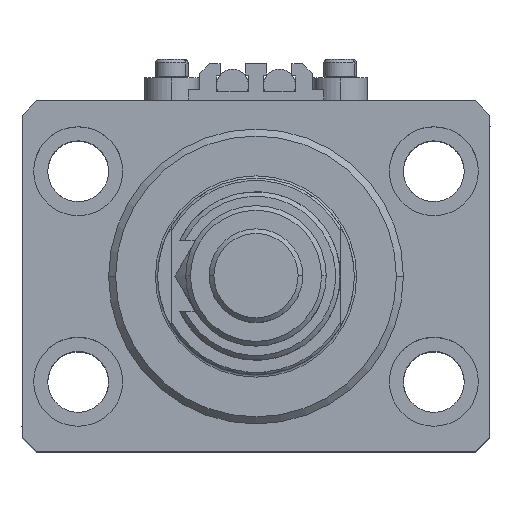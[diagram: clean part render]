
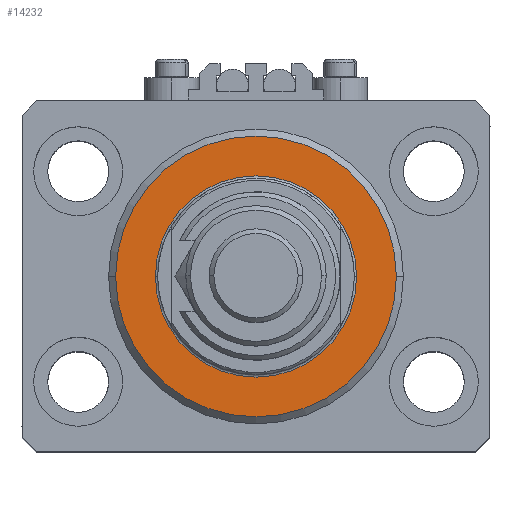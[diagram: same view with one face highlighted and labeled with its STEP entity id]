
A CAD part, top view. The second image highlights one B-rep face of the part: STEP entity #14232.
In plain terms, the highlighted face is planar.
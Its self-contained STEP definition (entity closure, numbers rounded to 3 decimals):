
#1394 = CARTESIAN_POINT ( 'NONE',  ( 0., 0., 0. ) ) ;
#4547 = AXIS2_PLACEMENT_3D ( 'NONE', #42768, #39880, #50574 ) ;
#5303 = FACE_OUTER_BOUND ( 'NONE', #12076, .T. ) ;
#5671 = ORIENTED_EDGE ( 'NONE', *, *, #37826, .T. ) ;
#6176 = CIRCLE ( 'NONE', #26046, 30. ) ;
#6305 = DIRECTION ( 'NONE',  ( 1., 0., 0. ) ) ;
#9446 = DIRECTION ( 'NONE',  ( 1., 0., 0. ) ) ;
#10010 = VERTEX_POINT ( 'NONE', #15270 ) ;
#11301 = ORIENTED_EDGE ( 'NONE', *, *, #48522, .T. ) ;
#12076 = EDGE_LOOP ( 'NONE', ( #5671, #33803 ) ) ;
#14232 = ADVANCED_FACE ( 'NONE', ( #25004, #5303 ), #33043, .F. ) ;
#15270 = CARTESIAN_POINT ( 'NONE',  ( -30., 0., 0. ) ) ;
#16899 = AXIS2_PLACEMENT_3D ( 'NONE', #46444, #26196, #26967 ) ;
#17260 = VERTEX_POINT ( 'NONE', #39274 ) ;
#18123 = EDGE_LOOP ( 'NONE', ( #44042, #11301 ) ) ;
#20246 = CIRCLE ( 'NONE', #16899, 30. ) ;
#21059 = CIRCLE ( 'NONE', #31018, 21.5 ) ;
#21142 = CIRCLE ( 'NONE', #4547, 21.5 ) ;
#24887 = VERTEX_POINT ( 'NONE', #40222 ) ;
#25004 = FACE_BOUND ( 'NONE', #18123, .T. ) ;
#26046 = AXIS2_PLACEMENT_3D ( 'NONE', #43896, #43378, #51172 ) ;
#26196 = DIRECTION ( 'NONE',  ( 0., 0., -1. ) ) ;
#26967 = DIRECTION ( 'NONE',  ( 1., 0., 0. ) ) ;
#29148 = DIRECTION ( 'NONE',  ( 0., 0., 1. ) ) ;
#31018 = AXIS2_PLACEMENT_3D ( 'NONE', #1394, #41585, #6305 ) ;
#33043 = PLANE ( 'NONE',  #35357 ) ;
#33803 = ORIENTED_EDGE ( 'NONE', *, *, #48124, .T. ) ;
#34533 = VERTEX_POINT ( 'NONE', #35809 ) ;
#35357 = AXIS2_PLACEMENT_3D ( 'NONE', #48888, #29148, #9446 ) ;
#35809 = CARTESIAN_POINT ( 'NONE',  ( -21.5, 0., 0. ) ) ;
#37826 = EDGE_CURVE ( 'NONE', #17260, #10010, #6176, .T. ) ;
#39274 = CARTESIAN_POINT ( 'NONE',  ( 30., 0., 0. ) ) ;
#39880 = DIRECTION ( 'NONE',  ( 0., 0., 1. ) ) ;
#40222 = CARTESIAN_POINT ( 'NONE',  ( 21.5, 0., 0. ) ) ;
#41585 = DIRECTION ( 'NONE',  ( 0., 0., 1. ) ) ;
#42768 = CARTESIAN_POINT ( 'NONE',  ( 0., 0., 0. ) ) ;
#43378 = DIRECTION ( 'NONE',  ( 0., 0., -1. ) ) ;
#43896 = CARTESIAN_POINT ( 'NONE',  ( 0., 0., 0. ) ) ;
#44042 = ORIENTED_EDGE ( 'NONE', *, *, #45952, .T. ) ;
#45952 = EDGE_CURVE ( 'NONE', #24887, #34533, #21142, .T. ) ;
#46444 = CARTESIAN_POINT ( 'NONE',  ( 0., 0., 0. ) ) ;
#48124 = EDGE_CURVE ( 'NONE', #10010, #17260, #20246, .T. ) ;
#48522 = EDGE_CURVE ( 'NONE', #34533, #24887, #21059, .T. ) ;
#48888 = CARTESIAN_POINT ( 'NONE',  ( 0., 0., 0. ) ) ;
#50574 = DIRECTION ( 'NONE',  ( 1., 0., 0. ) ) ;
#51172 = DIRECTION ( 'NONE',  ( 1., 0., 0. ) ) ;
